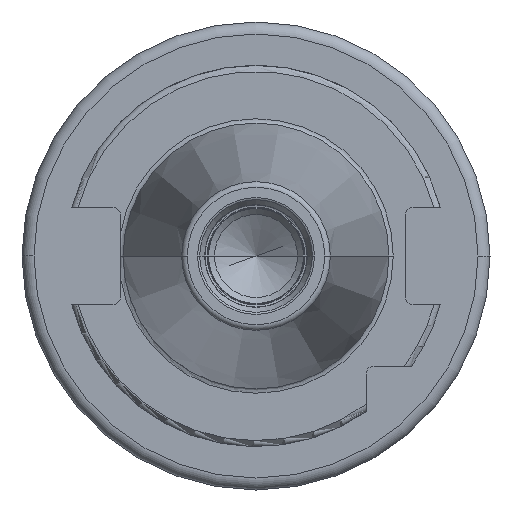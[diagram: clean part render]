
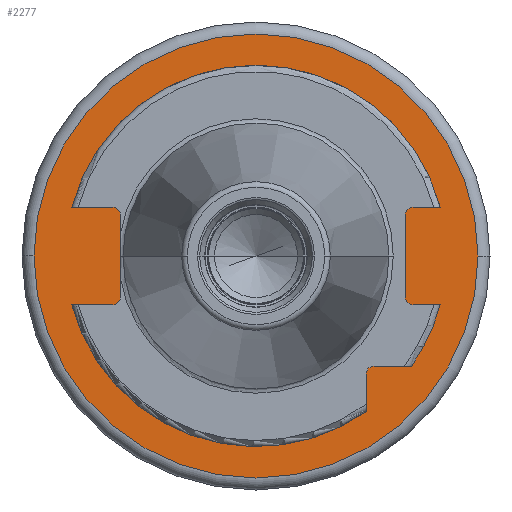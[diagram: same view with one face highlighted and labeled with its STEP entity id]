
A CAD part, left-side view. The second image highlights one B-rep face of the part: STEP entity #2277.
In plain terms, the highlighted planar face has unit normal (-1, 0, 0).
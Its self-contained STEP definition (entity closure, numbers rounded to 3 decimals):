
#130=DIRECTION('',(0.,0.,-1.));
#131=VECTOR('',#130,21.587);
#132=CARTESIAN_POINT('',(35.05,22.55,10.793));
#133=LINE('',#132,#131);
#312=CARTESIAN_POINT('',(35.05,0.,0.));
#313=DIRECTION('',(1.,0.,0.));
#314=DIRECTION('',(0.,0.902,0.432));
#315=AXIS2_PLACEMENT_3D('',#312,#313,#314);
#357=CARTESIAN_POINT('',(35.05,0.,0.));
#358=DIRECTION('',(-1.,0.,0.));
#359=DIRECTION('',(0.,1.,0.));
#360=AXIS2_PLACEMENT_3D('',#357,#358,#359);
#362=CARTESIAN_POINT('',(35.05,0.,0.));
#363=DIRECTION('',(-1.,0.,0.));
#364=DIRECTION('',(0.,-1.,0.));
#365=AXIS2_PLACEMENT_3D('',#362,#363,#364);
#1818=CARTESIAN_POINT('',(35.05,37.,0.));
#1819=CARTESIAN_POINT('',(35.05,-37.,0.));
#1820=VERTEX_POINT('',#1818);
#1821=VERTEX_POINT('',#1819);
#1838=CARTESIAN_POINT('',(35.05,22.55,10.793));
#1839=CARTESIAN_POINT('',(35.05,22.55,-10.793));
#1840=VERTEX_POINT('',#1838);
#1841=VERTEX_POINT('',#1839);
#2262=CARTESIAN_POINT('',(35.05,0.,0.));
#2263=DIRECTION('',(1.,0.,0.));
#2264=DIRECTION('',(0.,-1.,0.));
#2265=AXIS2_PLACEMENT_3D('',#2262,#2263,#2264);
#2266=PLANE('',#2265);
#2268=ORIENTED_EDGE('',*,*,#2267,.F.);
#2270=ORIENTED_EDGE('',*,*,#2269,.F.);
#2271=EDGE_LOOP('',(#2268,#2270));
#2272=FACE_OUTER_BOUND('',#2271,.F.);
#2273=ORIENTED_EDGE('',*,*,#2254,.F.);
#2274=ORIENTED_EDGE('',*,*,#2004,.T.);
#2275=EDGE_LOOP('',(#2273,#2274));
#2276=FACE_BOUND('',#2275,.F.);
#2277=ADVANCED_FACE('',(#2272,#2276),#2266,.F.);
#316=CIRCLE('',#315,25.);
#361=CIRCLE('',#360,37.);
#366=CIRCLE('',#365,37.);
#2004=EDGE_CURVE('',#1840,#1841,#133,.T.);
#2254=EDGE_CURVE('',#1840,#1841,#316,.T.);
#2267=EDGE_CURVE('',#1820,#1821,#361,.T.);
#2269=EDGE_CURVE('',#1821,#1820,#366,.T.);
